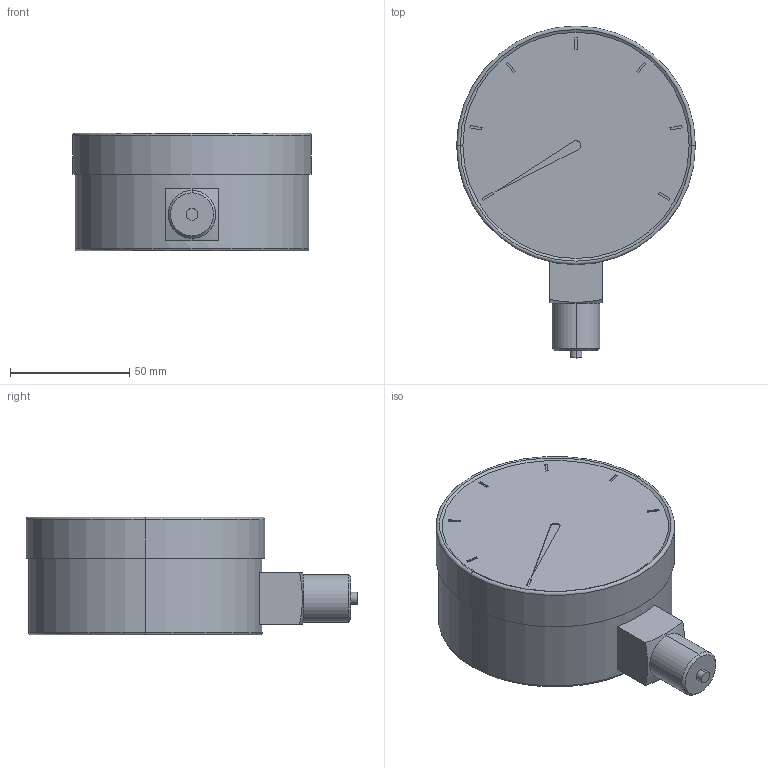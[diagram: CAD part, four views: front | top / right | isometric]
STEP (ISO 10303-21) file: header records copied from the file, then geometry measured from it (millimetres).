
FILE_DESCRIPTION (( 'STEP AP214' ), '1' );
FILE_NAME ('Manometr membránový 312.STEP', '2013-02-19T08:05:38', ( 'Uzivatel' ), ( '' ), 'SwSTEP 2.0', 'SolidWorks 2012', '' );
FILE_SCHEMA (( 'AUTOMOTIVE_DESIGN' ));
Length unit declared in the file: millimetre
Products named in the file (1): Manometr membránový 312
Bounding box: 100 x 139 x 49.27 mm (x, y, z)
Volume: 385893.2 mm3; surface area: 33634.4 mm2
Topology: 1 solids, 1 shells, 67 faces, 152 edges, 98 vertices
Faces by surface type: plane 47, cylinder 10, cone 6, torus 4
Entity records: 2008 total; most frequent: CARTESIAN_POINT 356, DIRECTION 316, ORIENTED_EDGE 304, EDGE_CURVE 152, LINE 112, VECTOR 112, AXIS2_PLACEMENT_3D 102, VERTEX_POINT 98
